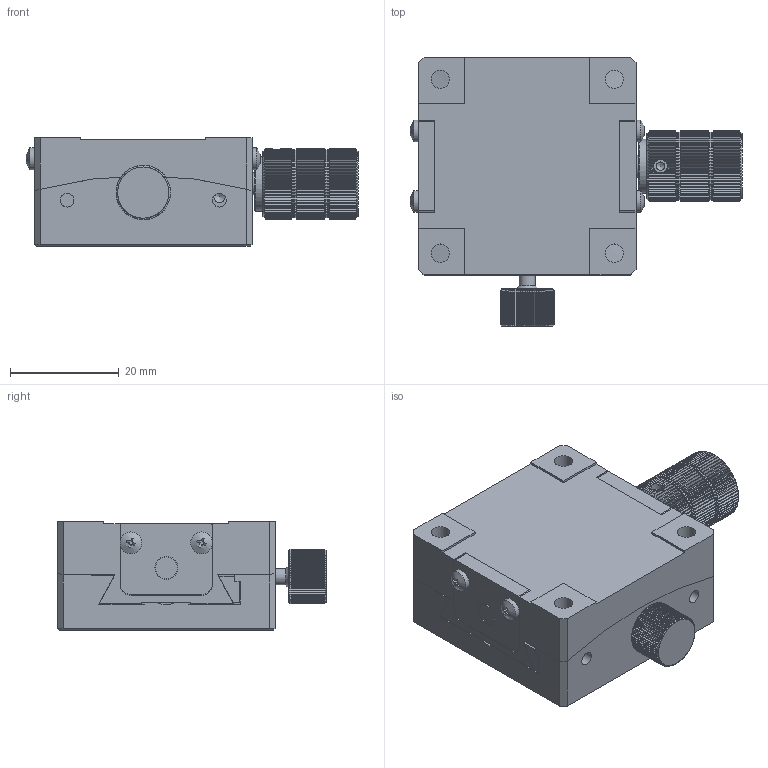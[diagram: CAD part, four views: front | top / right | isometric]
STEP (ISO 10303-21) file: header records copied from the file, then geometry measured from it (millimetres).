
FILE_DESCRIPTION (( 'STEP AP203' ), '1' );
FILE_NAME ('528947.STEP', '2024-11-12T09:51:07', ( 'Windows User' ), ( 'P R C' ), 'SwSTEP 2.0', 'SolidWorks 2020', '' );
FILE_SCHEMA (( 'CONFIG_CONTROL_DESIGN' ));
Products named in the file (1): 528947
Bounding box: 61.08 x 49.45 x 20 mm (x, y, z)
Volume: 30974.7 mm3; surface area: 18710.8 mm2
Topology: 13 solids, 13 shells, 1861 faces, 4844 edges, 3034 vertices
Faces by surface type: plane 981, cylinder 537, cone 309, bspline 34
Full cylindrical faces by diameter (mm): 1.6 x8, 2 x4, 2.1 x1, 2.5 x9, 3 x2, 3.4 x4, 4 x8, 4.2 x2, 6 x6, 8.5 x2, 10 x1
Entity records: 63743 total; most frequent: CARTESIAN_POINT 19155, ORIENTED_EDGE 9496, DIRECTION 9069, EDGE_CURVE 4748, AXIS2_PLACEMENT_3D 3278, VERTEX_POINT 3006, LINE 2513, VECTOR 2513
